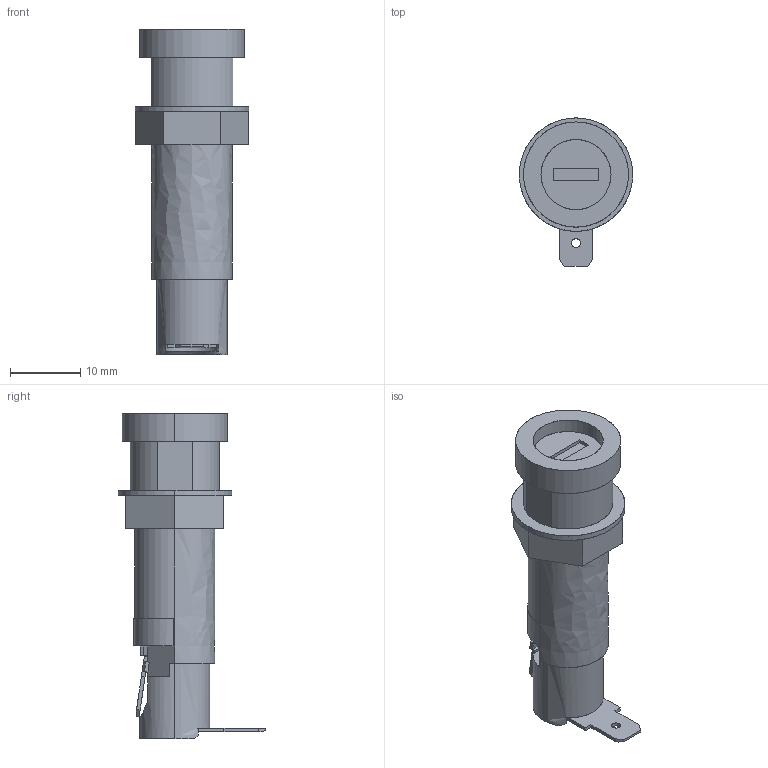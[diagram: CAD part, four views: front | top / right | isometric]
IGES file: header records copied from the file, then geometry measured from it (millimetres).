
Start section: SolidWorks IGES file using analytic representation for surfaces
Global section: file name: 80920110.igs; native system: SolidWorks 2012; preprocessor: SolidWorks 2012; author: jmiller; date: 130327.143555; units: millimetre
Bounding box: 16.2 x 21.09 x 46.5 mm (x, y, z)
Surface area: 2823.5 mm2 (no closed solid volume)
Topology: 0 solids, 0 shells, 146 faces, 1343 edges, 1343 vertices
Faces by surface type: bspline 104, revolution 42
